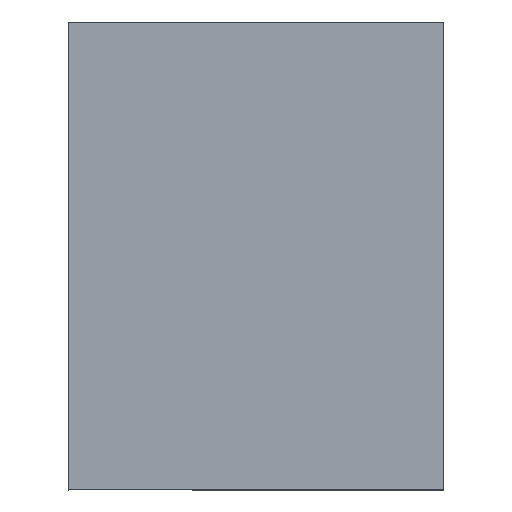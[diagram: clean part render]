
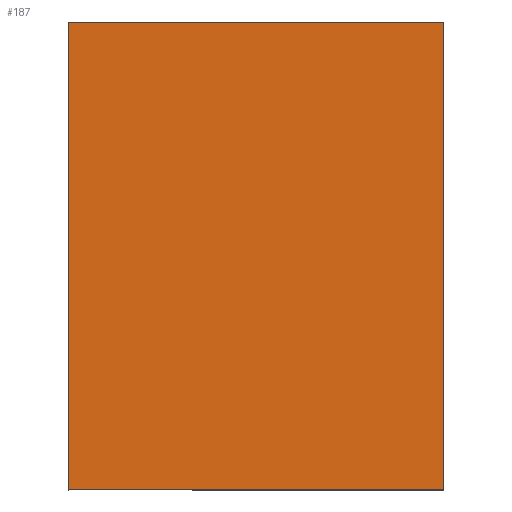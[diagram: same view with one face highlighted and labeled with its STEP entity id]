
A CAD part, left-side view. The second image highlights one B-rep face of the part: STEP entity #187.
In plain terms, the highlighted planar face has unit normal (-1, 0, 0).
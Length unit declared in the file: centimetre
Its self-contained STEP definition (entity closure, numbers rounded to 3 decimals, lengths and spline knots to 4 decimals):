
#52 = LINE ( 'NONE', #714, #553 ) ;
#56 = VERTEX_POINT ( 'NONE', #191 ) ;
#84 = EDGE_CURVE ( 'NONE', #56, #406, #422, .T. ) ;
#117 = VERTEX_POINT ( 'NONE', #637 ) ;
#139 = EDGE_CURVE ( 'NONE', #443, #117, #256, .T. ) ;
#164 = ORIENTED_EDGE ( 'NONE', *, *, #139, .T. ) ;
#169 = ORIENTED_EDGE ( 'NONE', *, *, #84, .T. ) ;
#179 = LINE ( 'NONE', #759, #686 ) ;
#187 = ADVANCED_FACE ( 'NONE', ( #461 ), #641, .F. ) ;
#191 = CARTESIAN_POINT ( 'NONE',  ( -6.8385, -0.5817, 1.83 ) ) ;
#202 = CARTESIAN_POINT ( 'NONE',  ( -6.8385, -0.5817, 0. ) ) ;
#214 = EDGE_LOOP ( 'NONE', ( #164, #770, #169, #545 ) ) ;
#256 = LINE ( 'NONE', #202, #397 ) ;
#297 = EDGE_CURVE ( 'NONE', #117, #56, #179, .T. ) ;
#391 = DIRECTION ( 'NONE',  ( 0., 0., -1. ) ) ;
#397 = VECTOR ( 'NONE', #683, 100. ) ;
#403 = DIRECTION ( 'NONE',  ( 0., 0., 1. ) ) ;
#406 = VERTEX_POINT ( 'NONE', #538 ) ;
#422 = LINE ( 'NONE', #448, #740 ) ;
#428 = DIRECTION ( 'NONE',  ( 0., 0., -1. ) ) ;
#443 = VERTEX_POINT ( 'NONE', #599 ) ;
#448 = CARTESIAN_POINT ( 'NONE',  ( -6.8385, -0.5817, 1.83 ) ) ;
#461 = FACE_OUTER_BOUND ( 'NONE', #214, .T. ) ;
#529 = EDGE_CURVE ( 'NONE', #406, #443, #52, .T. ) ;
#538 = CARTESIAN_POINT ( 'NONE',  ( -6.8385, 0.8883, 1.83 ) ) ;
#545 = ORIENTED_EDGE ( 'NONE', *, *, #529, .T. ) ;
#553 = VECTOR ( 'NONE', #428, 100. ) ;
#599 = CARTESIAN_POINT ( 'NONE',  ( -6.8385, 0.8883, 0. ) ) ;
#617 = AXIS2_PLACEMENT_3D ( 'NONE', #643, #700, #391 ) ;
#629 = DIRECTION ( 'NONE',  ( 0., 1., 0. ) ) ;
#637 = CARTESIAN_POINT ( 'NONE',  ( -6.8385, -0.5817, 0. ) ) ;
#641 = PLANE ( 'NONE',  #617 ) ;
#643 = CARTESIAN_POINT ( 'NONE',  ( -6.8385, 0., 0. ) ) ;
#683 = DIRECTION ( 'NONE',  ( 0., -1., 0. ) ) ;
#686 = VECTOR ( 'NONE', #403, 100. ) ;
#700 = DIRECTION ( 'NONE',  ( 1., 0., 0. ) ) ;
#714 = CARTESIAN_POINT ( 'NONE',  ( -6.8385, 0.8883, 0. ) ) ;
#740 = VECTOR ( 'NONE', #629, 100. ) ;
#759 = CARTESIAN_POINT ( 'NONE',  ( -6.8385, -0.5817, 0. ) ) ;
#770 = ORIENTED_EDGE ( 'NONE', *, *, #297, .T. ) ;
